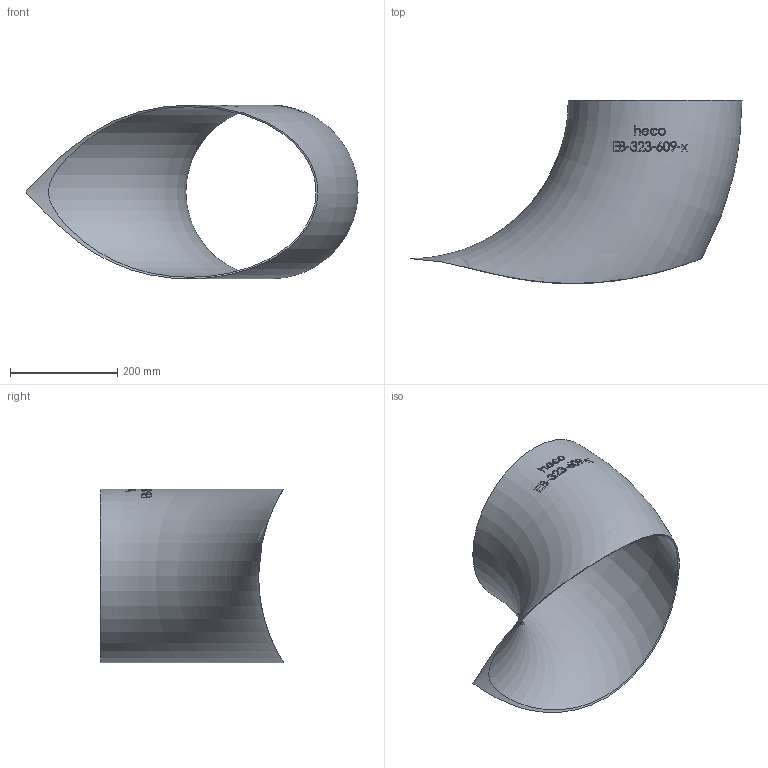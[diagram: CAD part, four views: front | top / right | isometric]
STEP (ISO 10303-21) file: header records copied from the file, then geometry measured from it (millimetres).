
FILE_DESCRIPTION (( 'STEP AP214' ), '1' );
FILE_NAME ('EB-323-609-x Einschweißbogen 1901.STEP', '2019-01-17T09:43:17', ( '' ), ( '' ), 'SwSTEP 2.0', 'SolidWorks 2016', '' );
FILE_SCHEMA (( 'AUTOMOTIVE_DESIGN' ));
Length unit declared in the file: millimetre
Products named in the file (1): EB-323-609-x Einschweißbogen 1901
Bounding box: 618.95 x 341.63 x 323.91 mm (x, y, z)
Volume: 1130869.7 mm3; surface area: 764807.7 mm2
Topology: 1 solids, 1 shells, 210 faces, 563 edges, 376 vertices
Faces by surface type: bspline 105, plane 77, torus 27, cylinder 1
Entity records: 12780 total; most frequent: CARTESIAN_POINT 6455, ORIENTED_EDGE 1094, EDGE_CURVE 547, DIRECTION 393, VERTEX_POINT 366, B_SPLINE_CURVE_WITH_KNOTS 364, EDGE_LOOP 235, FACE_OUTER_BOUND 210
